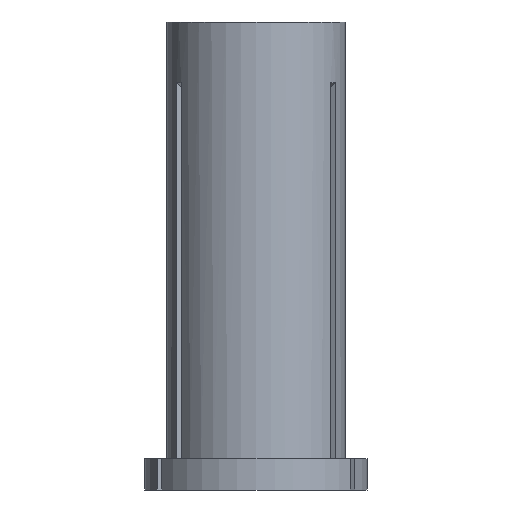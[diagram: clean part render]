
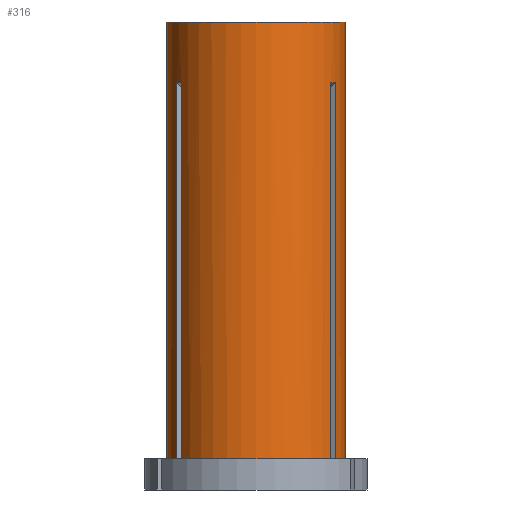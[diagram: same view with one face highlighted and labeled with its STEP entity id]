
A CAD part, front view. The second image highlights one B-rep face of the part: STEP entity #316.
In plain terms, the highlighted cylindrical face has radius 10 mm (diameter 20 mm), a partial arc.
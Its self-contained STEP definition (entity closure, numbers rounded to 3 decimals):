
#14 = VERTEX_POINT ( 'NONE', #188 ) ;
#47 = AXIS2_PLACEMENT_3D ( 'NONE', #693, #302, #91 ) ;
#59 = CIRCLE ( 'NONE', #47, 10. ) ;
#65 = LINE ( 'NONE', #1079, #192 ) ;
#91 = DIRECTION ( 'NONE',  ( 1., 0., 0. ) ) ;
#93 = VERTEX_POINT ( 'NONE', #953 ) ;
#94 = CIRCLE ( 'NONE', #161, 10. ) ;
#122 = CARTESIAN_POINT ( 'NONE',  ( -8.744, -4.854, -6.809 ) ) ;
#129 = DIRECTION ( 'NONE',  ( 1., 0., 0. ) ) ;
#143 = DIRECTION ( 'NONE',  ( 0., 0., 1. ) ) ;
#157 = DIRECTION ( 'NONE',  ( 0., 0., 1. ) ) ;
#160 = CARTESIAN_POINT ( 'NONE',  ( -8.399, -5.427, -6.817 ) ) ;
#161 = AXIS2_PLACEMENT_3D ( 'NONE', #183, #598, #1073 ) ;
#164 = CARTESIAN_POINT ( 'NONE',  ( 8.399, -5.427, 0. ) ) ;
#169 = EDGE_CURVE ( 'NONE', #93, #530, #419, .T. ) ;
#174 = EDGE_CURVE ( 'NONE', #901, #942, #59, .T. ) ;
#181 = LINE ( 'NONE', #833, #269 ) ;
#183 = CARTESIAN_POINT ( 'NONE',  ( 0., 0., -49. ) ) ;
#188 = CARTESIAN_POINT ( 'NONE',  ( -8.899, -4.561, -6.817 ) ) ;
#192 = VECTOR ( 'NONE', #286, 1000. ) ;
#198 = CARTESIAN_POINT ( 'NONE',  ( -8.399, -5.427, -6.817 ) ) ;
#205 = DIRECTION ( 'NONE',  ( 0., 0., 1. ) ) ;
#212 = CARTESIAN_POINT ( 'NONE',  ( -8.824, -4.708, -6.812 ) ) ;
#216 = ORIENTED_EDGE ( 'NONE', *, *, #874, .T. ) ;
#225 = ORIENTED_EDGE ( 'NONE', *, *, #169, .T. ) ;
#230 = CARTESIAN_POINT ( 'NONE',  ( -8.399, -5.427, -49. ) ) ;
#244 = ORIENTED_EDGE ( 'NONE', *, *, #174, .T. ) ;
#251 = EDGE_CURVE ( 'NONE', #587, #513, #94, .T. ) ;
#259 = VERTEX_POINT ( 'NONE', #520 ) ;
#269 = VECTOR ( 'NONE', #834, 1000. ) ;
#274 = ORIENTED_EDGE ( 'NONE', *, *, #477, .T. ) ;
#277 = AXIS2_PLACEMENT_3D ( 'NONE', #814, #310, #474 ) ;
#283 = CARTESIAN_POINT ( 'NONE',  ( -8.899, -4.561, -6.817 ) ) ;
#284 = CARTESIAN_POINT ( 'NONE',  ( -8.899, -4.561, -49. ) ) ;
#286 = DIRECTION ( 'NONE',  ( 0., 0., 1. ) ) ;
#289 = FACE_OUTER_BOUND ( 'NONE', #359, .T. ) ;
#302 = DIRECTION ( 'NONE',  ( 0., 0., 1. ) ) ;
#310 = DIRECTION ( 'NONE',  ( 0., 0., 1. ) ) ;
#316 = ADVANCED_FACE ( 'NONE', ( #289 ), #444, .T. ) ;
#324 = AXIS2_PLACEMENT_3D ( 'NONE', #620, #143, #129 ) ;
#359 = EDGE_LOOP ( 'NONE', ( #1091, #244, #1126, #697, #962, #738, #923, #225, #453, #216, #274, #680 ) ) ;
#369 = CARTESIAN_POINT ( 'NONE',  ( -10., 0., -49. ) ) ;
#371 = CARTESIAN_POINT ( 'NONE',  ( 10., 0., 0. ) ) ;
#374 = CARTESIAN_POINT ( 'NONE',  ( -8.399, -5.427, 0. ) ) ;
#388 = CIRCLE ( 'NONE', #277, 10. ) ;
#393 = DIRECTION ( 'NONE',  ( 0., 0., 1. ) ) ;
#395 = VERTEX_POINT ( 'NONE', #961 ) ;
#407 = CARTESIAN_POINT ( 'NONE',  ( 8.899, -4.561, -6.817 ) ) ;
#419 = B_SPLINE_CURVE_WITH_KNOTS ( 'NONE', 3,
 ( #972, #889, #677, #532, #924 ),
 .UNSPECIFIED., .F., .F.,
 ( 4, 1, 4 ),
 ( 0.064, 0.065, 0.065 ),
 .UNSPECIFIED. ) ;
#442 = AXIS2_PLACEMENT_3D ( 'NONE', #832, #157, #637 ) ;
#444 = CYLINDRICAL_SURFACE ( 'NONE', #324, 10. ) ;
#453 = ORIENTED_EDGE ( 'NONE', *, *, #692, .F. ) ;
#472 = VECTOR ( 'NONE', #205, 1000. ) ;
#474 = DIRECTION ( 'NONE',  ( 1., 0., 0. ) ) ;
#477 = EDGE_CURVE ( 'NONE', #395, #259, #1132, .T. ) ;
#487 = EDGE_CURVE ( 'NONE', #14, #754, #1019, .T. ) ;
#497 = VERTEX_POINT ( 'NONE', #569 ) ;
#500 = CARTESIAN_POINT ( 'NONE',  ( -8.578, -5.143, -6.809 ) ) ;
#513 = VERTEX_POINT ( 'NONE', #611 ) ;
#520 = CARTESIAN_POINT ( 'NONE',  ( 10., 0., 0. ) ) ;
#530 = VERTEX_POINT ( 'NONE', #407 ) ;
#532 = CARTESIAN_POINT ( 'NONE',  ( 8.823, -4.709, -6.812 ) ) ;
#535 = EDGE_CURVE ( 'NONE', #901, #857, #65, .T. ) ;
#567 = DIRECTION ( 'NONE',  ( 0., 0., 1. ) ) ;
#569 = CARTESIAN_POINT ( 'NONE',  ( 8.899, -4.561, -49. ) ) ;
#587 = VERTEX_POINT ( 'NONE', #230 ) ;
#598 = DIRECTION ( 'NONE',  ( 0., 0., 1. ) ) ;
#611 = CARTESIAN_POINT ( 'NONE',  ( 8.399, -5.427, -49. ) ) ;
#620 = CARTESIAN_POINT ( 'NONE',  ( 0., 0., 0. ) ) ;
#622 = EDGE_CURVE ( 'NONE', #857, #259, #388, .T. ) ;
#637 = DIRECTION ( 'NONE',  ( 1., 0., 0. ) ) ;
#677 = CARTESIAN_POINT ( 'NONE',  ( 8.664, -5.002, -6.806 ) ) ;
#680 = ORIENTED_EDGE ( 'NONE', *, *, #622, .F. ) ;
#692 = EDGE_CURVE ( 'NONE', #497, #530, #181, .T. ) ;
#693 = CARTESIAN_POINT ( 'NONE',  ( 0., 0., -49. ) ) ;
#695 = CARTESIAN_POINT ( 'NONE',  ( -8.49, -5.286, -6.812 ) ) ;
#697 = ORIENTED_EDGE ( 'NONE', *, *, #487, .T. ) ;
#715 = CARTESIAN_POINT ( 'NONE',  ( -10., 0., 0. ) ) ;
#730 = CIRCLE ( 'NONE', #442, 10. ) ;
#738 = ORIENTED_EDGE ( 'NONE', *, *, #251, .T. ) ;
#754 = VERTEX_POINT ( 'NONE', #160 ) ;
#770 = VECTOR ( 'NONE', #393, 1000. ) ;
#814 = CARTESIAN_POINT ( 'NONE',  ( 0., 0., 0. ) ) ;
#832 = CARTESIAN_POINT ( 'NONE',  ( 0., 0., -49. ) ) ;
#833 = CARTESIAN_POINT ( 'NONE',  ( 8.899, -4.561, 0. ) ) ;
#834 = DIRECTION ( 'NONE',  ( 0., 0., 1. ) ) ;
#848 = LINE ( 'NONE', #374, #770 ) ;
#857 = VERTEX_POINT ( 'NONE', #715 ) ;
#858 = EDGE_CURVE ( 'NONE', #513, #93, #917, .T. ) ;
#861 = EDGE_CURVE ( 'NONE', #587, #754, #848, .T. ) ;
#874 = EDGE_CURVE ( 'NONE', #497, #395, #730, .T. ) ;
#887 = EDGE_CURVE ( 'NONE', #942, #14, #916, .T. ) ;
#889 = CARTESIAN_POINT ( 'NONE',  ( 8.49, -5.287, -6.812 ) ) ;
#891 = DIRECTION ( 'NONE',  ( 0., 0., 1. ) ) ;
#901 = VERTEX_POINT ( 'NONE', #369 ) ;
#916 = LINE ( 'NONE', #1069, #1039 ) ;
#917 = LINE ( 'NONE', #164, #1001 ) ;
#923 = ORIENTED_EDGE ( 'NONE', *, *, #858, .T. ) ;
#924 = CARTESIAN_POINT ( 'NONE',  ( 8.899, -4.561, -6.817 ) ) ;
#942 = VERTEX_POINT ( 'NONE', #284 ) ;
#953 = CARTESIAN_POINT ( 'NONE',  ( 8.399, -5.427, -6.817 ) ) ;
#961 = CARTESIAN_POINT ( 'NONE',  ( 10., 0., -49. ) ) ;
#962 = ORIENTED_EDGE ( 'NONE', *, *, #861, .F. ) ;
#972 = CARTESIAN_POINT ( 'NONE',  ( 8.399, -5.427, -6.817 ) ) ;
#1001 = VECTOR ( 'NONE', #567, 1000. ) ;
#1019 = B_SPLINE_CURVE_WITH_KNOTS ( 'NONE', 3,
 ( #283, #212, #122, #500, #695, #198 ),
 .UNSPECIFIED., .F., .F.,
 ( 4, 2, 4 ),
 ( 0.059, 0.059, 0.06 ),
 .UNSPECIFIED. ) ;
#1039 = VECTOR ( 'NONE', #891, 1000. ) ;
#1069 = CARTESIAN_POINT ( 'NONE',  ( -8.899, -4.561, 0. ) ) ;
#1073 = DIRECTION ( 'NONE',  ( 1., 0., 0. ) ) ;
#1079 = CARTESIAN_POINT ( 'NONE',  ( -10., 0., 0. ) ) ;
#1091 = ORIENTED_EDGE ( 'NONE', *, *, #535, .F. ) ;
#1126 = ORIENTED_EDGE ( 'NONE', *, *, #887, .T. ) ;
#1132 = LINE ( 'NONE', #371, #472 ) ;
